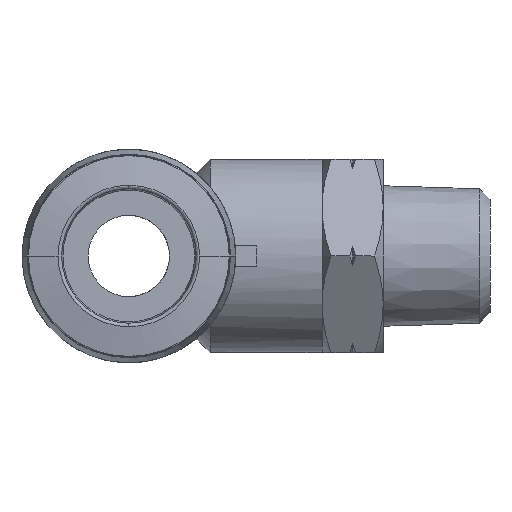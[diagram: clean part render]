
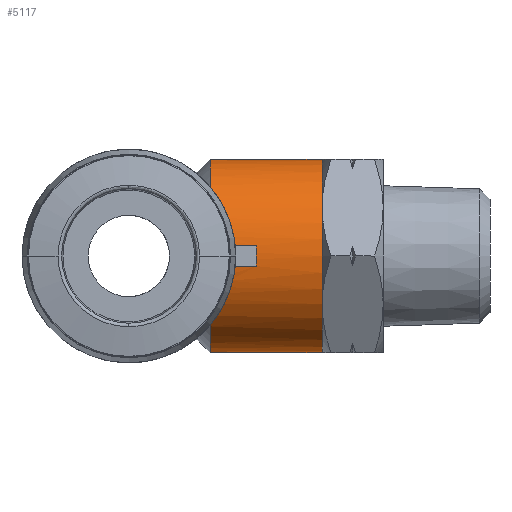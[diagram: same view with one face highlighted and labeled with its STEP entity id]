
A CAD part, left-side view. The second image highlights one B-rep face of the part: STEP entity #5117.
In plain terms, the highlighted cylindrical face has radius 9.5 mm (diameter 19 mm), a partial arc.
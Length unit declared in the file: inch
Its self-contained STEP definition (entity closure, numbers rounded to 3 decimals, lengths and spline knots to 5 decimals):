
#6 = CARTESIAN_POINT ( 'NONE',  ( -0.36175, 0.3583, 0.09602 ) ) ;
#22 = CARTESIAN_POINT ( 'NONE',  ( -0.35797, 0.36572, 0.10914 ) ) ;
#46 = CARTESIAN_POINT ( 'NONE',  ( -0.34552, 0.39058, 0.14546 ) ) ;
#90 = CARTESIAN_POINT ( 'NONE',  ( -0.32551, 0.43307, 0.18421 ) ) ;
#141 = CARTESIAN_POINT ( 'NONE',  ( -0.32391, 0., 0.18701 ) ) ;
#143 = CARTESIAN_POINT ( 'NONE',  ( 0., 0.43307, -0.37402 ) ) ;
#165 = CARTESIAN_POINT ( 'NONE',  ( -0.32551, 0.43307, 0.18421 ) ) ;
#175 = CIRCLE ( 'NONE', #1876, 0.37402 ) ;
#191 = CARTESIAN_POINT ( 'NONE',  ( -0.33578, 0.41056, 0.16607 ) ) ;
#234 = CIRCLE ( 'NONE', #979, 0.37402 ) ;
#350 = AXIS2_PLACEMENT_3D ( 'NONE', #1964, #4980, #2383 ) ;
#415 = CARTESIAN_POINT ( 'NONE',  ( 0., 0.21654, 0.37402 ) ) ;
#457 = VERTEX_POINT ( 'NONE', #2463 ) ;
#610 =( BOUNDED_CURVE ( )  B_SPLINE_CURVE ( 3, ( #4063, #2339, #645, #3645 ),
 .UNSPECIFIED., .F., .T. ) 
 B_SPLINE_CURVE_WITH_KNOTS ( ( 4, 4 ),
 ( 3.03613, 3.24705 ),
 .UNSPECIFIED. ) 
 CURVE ( )  GEOMETRIC_REPRESENTATION_ITEM ( )  RATIONAL_B_SPLINE_CURVE ( ( 1., 0.996, 0.996, 1. ) ) 
 REPRESENTATION_ITEM ( '' )  );
#626 = CARTESIAN_POINT ( 'NONE',  ( -0.37194, 0.33861, -0.03937 ) ) ;
#645 = CARTESIAN_POINT ( 'NONE',  ( -0.37471, 0.2566, -0.01317 ) ) ;
#648 = CARTESIAN_POINT ( 'NONE',  ( -0.3633, 0.35528, -0.08914 ) ) ;
#733 = VERTEX_POINT ( 'NONE', #5435 ) ;
#734 = VERTEX_POINT ( 'NONE', #90 ) ;
#791 = LINE ( 'NONE', #1884, #1930 ) ;
#797 = VERTEX_POINT ( 'NONE', #5528 ) ;
#964 = LINE ( 'NONE', #415, #1956 ) ;
#970 = DIRECTION ( 'NONE',  ( 0., -1., 0. ) ) ;
#979 = AXIS2_PLACEMENT_3D ( 'NONE', #3523, #970, #3967 ) ;
#990 = CARTESIAN_POINT ( 'NONE',  ( 0., 0.21654, -0.37402 ) ) ;
#1017 = VERTEX_POINT ( 'NONE', #2299 ) ;
#1097 = CARTESIAN_POINT ( 'NONE',  ( -0.35791, 0.36586, -0.10877 ) ) ;
#1118 = CARTESIAN_POINT ( 'NONE',  ( 0., 0.43307, 0. ) ) ;
#1214 = ORIENTED_EDGE ( 'NONE', *, *, #4424, .T. ) ;
#1221 = EDGE_CURVE ( 'NONE', #734, #797, #2349, .T. ) ;
#1400 = CARTESIAN_POINT ( 'NONE',  ( -0.32551, 0.43307, -0.18421 ) ) ;
#1421 = DIRECTION ( 'NONE',  ( 0., -1., 0. ) ) ;
#1481 = CARTESIAN_POINT ( 'NONE',  ( 0., 0., -0.37402 ) ) ;
#1497 = CARTESIAN_POINT ( 'NONE',  ( 0., 0.43307, 0.37402 ) ) ;
#1500 = CARTESIAN_POINT ( 'NONE',  ( -0.32391, 0., -0.18701 ) ) ;
#1521 = CARTESIAN_POINT ( 'NONE',  ( -0.34553, 0.39056, -0.14545 ) ) ;
#1550 = DIRECTION ( 'NONE',  ( 0., 0., -1. ) ) ;
#1562 = AXIS2_PLACEMENT_3D ( 'NONE', #1118, #4108, #1550 ) ;
#1584 = EDGE_CURVE ( 'NONE', #5208, #2722, #5452, .T. ) ;
#1673 = VERTEX_POINT ( 'NONE', #1400 ) ;
#1876 = AXIS2_PLACEMENT_3D ( 'NONE', #2374, #5378, #2804 ) ;
#1881 = CIRCLE ( 'NONE', #1562, 0.37402 ) ;
#1884 = CARTESIAN_POINT ( 'NONE',  ( -0.37194, 0.21654, -0.03937 ) ) ;
#1922 = EDGE_CURVE ( 'NONE', #797, #733, #5335, .T. ) ;
#1924 = VERTEX_POINT ( 'NONE', #4583 ) ;
#1930 = VECTOR ( 'NONE', #5315, 39.37008 ) ;
#1940 = EDGE_LOOP ( 'NONE', ( #4609, #1214, #3426, #4956, #2315, #3979, #4411, #3037, #4652, #3265, #3685, #5257 ) ) ;
#1945 = CARTESIAN_POINT ( 'NONE',  ( -0.32551, 0.43307, -0.18421 ) ) ;
#1956 = VECTOR ( 'NONE', #3407, 39.37008 ) ;
#1964 = CARTESIAN_POINT ( 'NONE',  ( 0., 0., 0. ) ) ;
#2025 = EDGE_CURVE ( 'NONE', #2724, #1924, #964, .T. ) ;
#2241 = VECTOR ( 'NONE', #1421, 39.37008 ) ;
#2257 = AXIS2_PLACEMENT_3D ( 'NONE', #3915, #2646, #3531 ) ;
#2299 = CARTESIAN_POINT ( 'NONE',  ( -0.37194, 0.25383, -0.03937 ) ) ;
#2311 = EDGE_CURVE ( 'NONE', #1673, #3652, #1881, .T. ) ;
#2315 = ORIENTED_EDGE ( 'NONE', *, *, #2753, .T. ) ;
#2321 = FACE_OUTER_BOUND ( 'NONE', #1940, .T. ) ;
#2339 = CARTESIAN_POINT ( 'NONE',  ( -0.37471, 0.2566, 0.01317 ) ) ;
#2349 = B_SPLINE_CURVE_WITH_KNOTS ( 'NONE', 3,
 ( #165, #191, #46, #22, #6, #5156, #5141, #4764 ),
 .UNSPECIFIED., .F., .F.,
 ( 4, 2, 2, 4 ),
 ( 0., 0.00231, 0.00346, 0.00461 ),
 .UNSPECIFIED. ) ;
#2366 = VECTOR ( 'NONE', #2861, 39.37008 ) ;
#2374 = CARTESIAN_POINT ( 'NONE',  ( 0., 0., 0. ) ) ;
#2383 = DIRECTION ( 'NONE',  ( -1., 0., 0. ) ) ;
#2463 = CARTESIAN_POINT ( 'NONE',  ( -0.37194, 0.33861, -0.03937 ) ) ;
#2646 = DIRECTION ( 'NONE',  ( 0., -1., 0. ) ) ;
#2722 = VERTEX_POINT ( 'NONE', #1481 ) ;
#2724 = VERTEX_POINT ( 'NONE', #1497 ) ;
#2746 = B_SPLINE_CURVE_WITH_KNOTS ( 'NONE', 3,
 ( #626, #5346, #3197, #648, #3648, #1097, #4083, #1521, #4502, #1945 ),
 .UNSPECIFIED., .F., .F.,
 ( 4, 2, 2, 2, 4 ),
 ( 0., 0.00116, 0.00173, 0.00231, 0.00462 ),
 .UNSPECIFIED. ) ;
#2753 = EDGE_CURVE ( 'NONE', #733, #1017, #610, .T. ) ;
#2804 = DIRECTION ( 'NONE',  ( -1., 0., 0. ) ) ;
#2861 = DIRECTION ( 'NONE',  ( 0., -1., 0. ) ) ;
#2877 = CARTESIAN_POINT ( 'NONE',  ( 0., 0., 0. ) ) ;
#2980 = DIRECTION ( 'NONE',  ( -1., 0., 0. ) ) ;
#3017 = DIRECTION ( 'NONE',  ( 0., -1., 0. ) ) ;
#3037 = ORIENTED_EDGE ( 'NONE', *, *, #2311, .T. ) ;
#3197 = CARTESIAN_POINT ( 'NONE',  ( -0.36791, 0.34632, -0.06872 ) ) ;
#3265 = ORIENTED_EDGE ( 'NONE', *, *, #1584, .F. ) ;
#3407 = DIRECTION ( 'NONE',  ( 0., -1., 0. ) ) ;
#3426 = ORIENTED_EDGE ( 'NONE', *, *, #1221, .T. ) ;
#3472 = EDGE_CURVE ( 'NONE', #1924, #5196, #5471, .T. ) ;
#3523 = CARTESIAN_POINT ( 'NONE',  ( 0., 0.43307, 0. ) ) ;
#3531 = DIRECTION ( 'NONE',  ( 0., 0., -1. ) ) ;
#3645 = CARTESIAN_POINT ( 'NONE',  ( -0.37194, 0.25383, -0.03937 ) ) ;
#3648 = CARTESIAN_POINT ( 'NONE',  ( -0.3616, 0.3586, -0.09579 ) ) ;
#3652 = VERTEX_POINT ( 'NONE', #143 ) ;
#3685 = ORIENTED_EDGE ( 'NONE', *, *, #5310, .F. ) ;
#3915 = CARTESIAN_POINT ( 'NONE',  ( 0., 0.21654, 0. ) ) ;
#3943 = CYLINDRICAL_SURFACE ( 'NONE', #2257, 0.37402 ) ;
#3967 = DIRECTION ( 'NONE',  ( 0., 0., -1. ) ) ;
#3979 = ORIENTED_EDGE ( 'NONE', *, *, #4190, .T. ) ;
#4063 = CARTESIAN_POINT ( 'NONE',  ( -0.37194, 0.25383, 0.03937 ) ) ;
#4083 = CARTESIAN_POINT ( 'NONE',  ( -0.35592, 0.36981, -0.11511 ) ) ;
#4108 = DIRECTION ( 'NONE',  ( 0., -1., 0. ) ) ;
#4190 = EDGE_CURVE ( 'NONE', #1017, #457, #791, .T. ) ;
#4411 = ORIENTED_EDGE ( 'NONE', *, *, #5249, .T. ) ;
#4424 = EDGE_CURVE ( 'NONE', #2724, #734, #234, .T. ) ;
#4486 = EDGE_CURVE ( 'NONE', #3652, #2722, #4529, .T. ) ;
#4502 = CARTESIAN_POINT ( 'NONE',  ( -0.33578, 0.41056, -0.16606 ) ) ;
#4529 = LINE ( 'NONE', #990, #2241 ) ;
#4583 = CARTESIAN_POINT ( 'NONE',  ( 0., 0., 0.37402 ) ) ;
#4609 = ORIENTED_EDGE ( 'NONE', *, *, #2025, .F. ) ;
#4652 = ORIENTED_EDGE ( 'NONE', *, *, #4486, .T. ) ;
#4764 = CARTESIAN_POINT ( 'NONE',  ( -0.37194, 0.33861, 0.03937 ) ) ;
#4956 = ORIENTED_EDGE ( 'NONE', *, *, #1922, .T. ) ;
#4980 = DIRECTION ( 'NONE',  ( 0., -1., 0. ) ) ;
#5117 = ADVANCED_FACE ( 'NONE', ( #2321 ), #3943, .T. ) ;
#5128 = AXIS2_PLACEMENT_3D ( 'NONE', #2877, #3017, #2980 ) ;
#5141 = CARTESIAN_POINT ( 'NONE',  ( -0.37034, 0.34167, 0.05445 ) ) ;
#5156 = CARTESIAN_POINT ( 'NONE',  ( -0.36791, 0.34633, 0.06874 ) ) ;
#5196 = VERTEX_POINT ( 'NONE', #141 ) ;
#5208 = VERTEX_POINT ( 'NONE', #1500 ) ;
#5249 = EDGE_CURVE ( 'NONE', #457, #1673, #2746, .T. ) ;
#5257 = ORIENTED_EDGE ( 'NONE', *, *, #3472, .F. ) ;
#5310 = EDGE_CURVE ( 'NONE', #5196, #5208, #175, .T. ) ;
#5315 = DIRECTION ( 'NONE',  ( 0., 1., 0. ) ) ;
#5335 = LINE ( 'NONE', #5425, #2366 ) ;
#5346 = CARTESIAN_POINT ( 'NONE',  ( -0.37034, 0.34167, -0.05445 ) ) ;
#5378 = DIRECTION ( 'NONE',  ( 0., -1., 0. ) ) ;
#5425 = CARTESIAN_POINT ( 'NONE',  ( -0.37194, 0.21654, 0.03937 ) ) ;
#5435 = CARTESIAN_POINT ( 'NONE',  ( -0.37194, 0.25383, 0.03937 ) ) ;
#5452 = CIRCLE ( 'NONE', #5128, 0.37402 ) ;
#5471 = CIRCLE ( 'NONE', #350, 0.37402 ) ;
#5528 = CARTESIAN_POINT ( 'NONE',  ( -0.37194, 0.33861, 0.03937 ) ) ;
